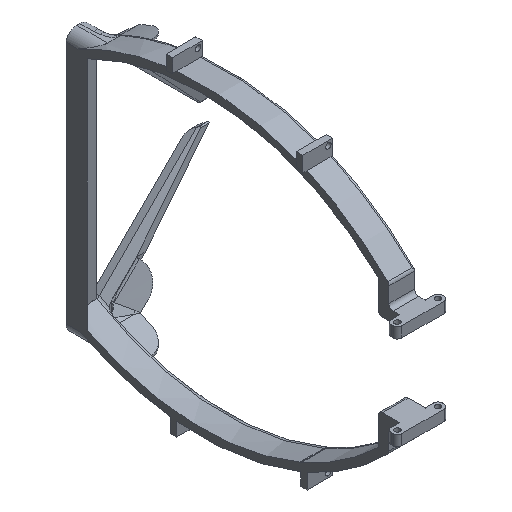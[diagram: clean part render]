
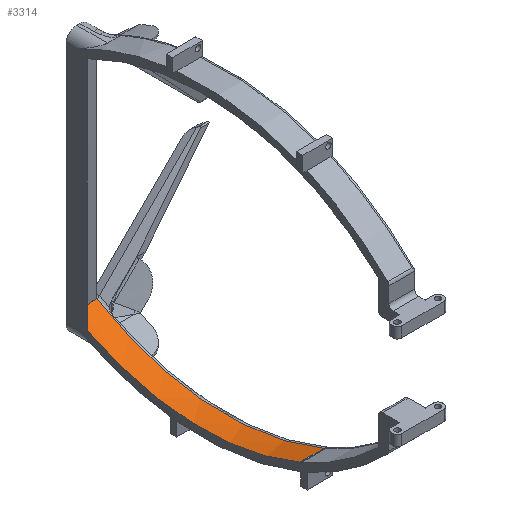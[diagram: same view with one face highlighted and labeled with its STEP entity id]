
A CAD part, isometric view. The second image highlights one B-rep face of the part: STEP entity #3314.
In plain terms, the highlighted cylindrical face has radius 118.202 mm (diameter 236.403 mm), a partial arc.
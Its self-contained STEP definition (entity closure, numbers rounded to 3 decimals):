
#98=B_SPLINE_CURVE_WITH_KNOTS('',3,(#4687,#4688,#4689,#4690,#4691,#4692,
#4693,#4694,#4695,#4696),.UNSPECIFIED.,.F.,.F.,(4,2,2,2,4),(3.356,
3.57,3.947,4.376,4.473),
 .UNSPECIFIED.);
#99=B_SPLINE_CURVE_WITH_KNOTS('',3,(#4699,#4700,#4701,#4702),
 .UNSPECIFIED.,.F.,.F.,(4,4),(-0.004,0.),.UNSPECIFIED.);
#100=B_SPLINE_CURVE_WITH_KNOTS('',3,(#4717,#4718,#4719,#4720,#4721,#4722),
 .UNSPECIFIED.,.F.,.F.,(4,1,1,4),(-13.021,-11.873,-9.519,
-7.172),.UNSPECIFIED.);
#101=B_SPLINE_CURVE_WITH_KNOTS('',3,(#4723,#4724,#4725,#4726,#4727),
 .UNSPECIFIED.,.F.,.F.,(4,1,4),(-18.12,-15.011,-13.021),
 .UNSPECIFIED.);
#291=CIRCLE('',#3551,118.202);
#374=CYLINDRICAL_SURFACE('',#3550,118.202);
#443=FACE_OUTER_BOUND('',#629,.T.);
#629=EDGE_LOOP('',(#2294,#2295,#2296,#2297,#2298,#2299,#2300));
#859=LINE('',#4710,#1111);
#860=LINE('',#4715,#1112);
#1111=VECTOR('',#3893,10.);
#1112=VECTOR('',#3898,10.);
#1370=VERTEX_POINT('',#4651);
#1375=VERTEX_POINT('',#4684);
#1376=VERTEX_POINT('',#4686);
#1377=VERTEX_POINT('',#4697);
#1380=VERTEX_POINT('',#4712);
#1381=VERTEX_POINT('',#4714);
#1382=VERTEX_POINT('',#4716);
#1731=EDGE_CURVE('',#1376,#1375,#98,.T.);
#1733=EDGE_CURVE('',#1370,#1377,#99,.T.);
#1737=EDGE_CURVE('',#1377,#1376,#859,.T.);
#1738=EDGE_CURVE('',#1380,#1375,#291,.T.);
#1739=EDGE_CURVE('',#1380,#1381,#860,.T.);
#1740=EDGE_CURVE('',#1382,#1381,#100,.T.);
#1741=EDGE_CURVE('',#1370,#1382,#101,.T.);
#2294=ORIENTED_EDGE('',*,*,#1731,.T.);
#2295=ORIENTED_EDGE('',*,*,#1738,.F.);
#2296=ORIENTED_EDGE('',*,*,#1739,.T.);
#2297=ORIENTED_EDGE('',*,*,#1740,.F.);
#2298=ORIENTED_EDGE('',*,*,#1741,.F.);
#2299=ORIENTED_EDGE('',*,*,#1733,.T.);
#2300=ORIENTED_EDGE('',*,*,#1737,.T.);
#3314=ADVANCED_FACE('',(#443),#374,.F.);
#3550=AXIS2_PLACEMENT_3D('',#4711,#3894,#3895);
#3551=AXIS2_PLACEMENT_3D('',#4713,#3896,#3897);
#3893=DIRECTION('',(-1.,0.,0.));
#3894=DIRECTION('center_axis',(-1.,0.,0.));
#3895=DIRECTION('ref_axis',(0.,0.742,0.67));
#3896=DIRECTION('center_axis',(1.,0.,0.));
#3897=DIRECTION('ref_axis',(0.,-0.513,0.858));
#3898=DIRECTION('',(1.,0.,0.));
#4651=CARTESIAN_POINT('',(-6.741,158.445,-75.911));
#4684=CARTESIAN_POINT('',(-18.,151.605,-79.701));
#4686=CARTESIAN_POINT('',(-10.101,158.445,-75.911));
#4687=CARTESIAN_POINT('Ctrl Pts',(-10.101,158.445,-75.911));
#4688=CARTESIAN_POINT('Ctrl Pts',(-10.827,158.324,-75.983));
#4689=CARTESIAN_POINT('Ctrl Pts',(-11.547,158.119,-76.105));
#4690=CARTESIAN_POINT('Ctrl Pts',(-13.431,157.352,-76.558));
#4691=CARTESIAN_POINT('Ctrl Pts',(-14.512,156.625,-76.982));
#4692=CARTESIAN_POINT('Ctrl Pts',(-16.327,154.897,-77.956));
#4693=CARTESIAN_POINT('Ctrl Pts',(-17.139,153.74,-78.591));
#4694=CARTESIAN_POINT('Ctrl Pts',(-17.798,152.19,-79.4));
#4695=CARTESIAN_POINT('Ctrl Pts',(-17.906,151.899,-79.551));
#4696=CARTESIAN_POINT('Ctrl Pts',(-18.,151.605,-79.701));
#4697=CARTESIAN_POINT('',(-6.784,158.445,-75.911));
#4699=CARTESIAN_POINT('Ctrl Pts',(-6.741,158.445,-75.911));
#4700=CARTESIAN_POINT('Ctrl Pts',(-6.755,158.445,-75.911));
#4701=CARTESIAN_POINT('Ctrl Pts',(-6.77,158.445,-75.911));
#4702=CARTESIAN_POINT('Ctrl Pts',(-6.784,158.445,-75.911));
#4710=CARTESIAN_POINT('',(-10.,158.445,-75.911));
#4711=CARTESIAN_POINT('Origin',(-10.,97.764,25.526));
#4712=CARTESIAN_POINT('',(-18.,51.399,-83.203));
#4713=CARTESIAN_POINT('Origin',(-18.,97.764,25.526));
#4714=CARTESIAN_POINT('',(-6.78,51.399,-83.203));
#4715=CARTESIAN_POINT('',(-10.,51.399,-83.203));
#4716=CARTESIAN_POINT('',(-6.825,109.6,-92.082));
#4717=CARTESIAN_POINT('Ctrl Pts',(-6.826,109.6,-92.081));
#4718=CARTESIAN_POINT('Ctrl Pts',(-6.827,105.724,-92.471));
#4719=CARTESIAN_POINT('Ctrl Pts',(-6.83,93.85,-93.079));
#4720=CARTESIAN_POINT('Ctrl Pts',(-6.821,74.014,-91.09));
#4721=CARTESIAN_POINT('Ctrl Pts',(-6.797,58.72,-86.325));
#4722=CARTESIAN_POINT('Ctrl Pts',(-6.78,51.399,-83.203));
#4723=CARTESIAN_POINT('Ctrl Pts',(-6.741,158.445,-75.911));
#4724=CARTESIAN_POINT('Ctrl Pts',(-6.771,149.398,-81.323));
#4725=CARTESIAN_POINT('Ctrl Pts',(-6.806,133.367,-88.203));
#4726=CARTESIAN_POINT('Ctrl Pts',(-6.822,116.312,-91.404));
#4727=CARTESIAN_POINT('Ctrl Pts',(-6.826,109.6,-92.081));
